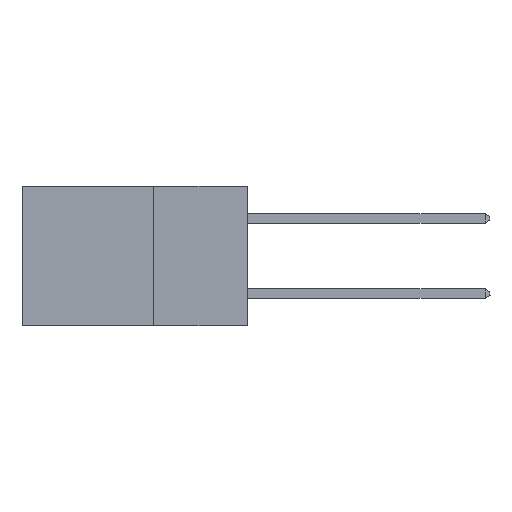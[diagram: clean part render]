
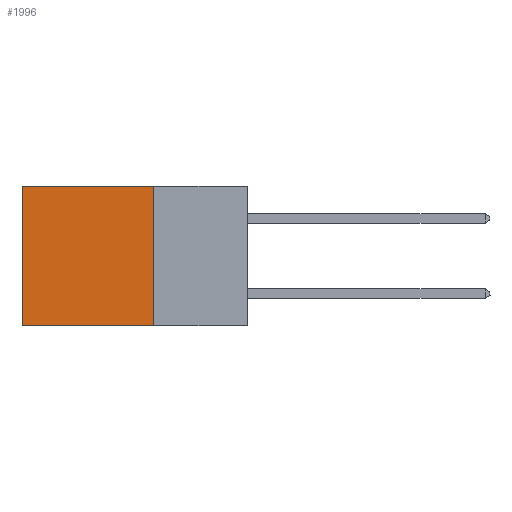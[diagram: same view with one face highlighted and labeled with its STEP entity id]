
A CAD part, left-side view. The second image highlights one B-rep face of the part: STEP entity #1996.
In plain terms, the highlighted planar face has unit normal (-1, 0, 0).
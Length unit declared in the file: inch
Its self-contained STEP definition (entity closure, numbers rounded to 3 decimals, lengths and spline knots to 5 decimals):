
#231 = EDGE_CURVE ( 'NONE', #7081, #11105, #11208, .T. ) ;
#300 = CARTESIAN_POINT ( 'NONE',  ( 0.298, 0.25, 0. ) ) ;
#575 = LINE ( 'NONE', #4128, #9157 ) ;
#1996 = ADVANCED_FACE ( 'NONE', ( #7904 ), #3811, .F. ) ;
#2219 = ORIENTED_EDGE ( 'NONE', *, *, #11660, .T. ) ;
#2627 = VECTOR ( 'NONE', #3543, 39.37008 ) ;
#2972 = ORIENTED_EDGE ( 'NONE', *, *, #9943, .F. ) ;
#3060 = LINE ( 'NONE', #8055, #2627 ) ;
#3391 = VERTEX_POINT ( 'NONE', #8350 ) ;
#3543 = DIRECTION ( 'NONE',  ( 0., 1., 0. ) ) ;
#3811 = PLANE ( 'NONE',  #6879 ) ;
#4128 = CARTESIAN_POINT ( 'NONE',  ( 0.298, 0.6, 0. ) ) ;
#4330 = DIRECTION ( 'NONE',  ( 0., 1., 0. ) ) ;
#5135 = CARTESIAN_POINT ( 'NONE',  ( 0.298, 0.25, -0.37 ) ) ;
#5509 = VECTOR ( 'NONE', #4330, 39.37008 ) ;
#5635 = CARTESIAN_POINT ( 'NONE',  ( 0.298, 0.25, 0. ) ) ;
#5848 = CARTESIAN_POINT ( 'NONE',  ( 0.298, 0.6, 0. ) ) ;
#6123 = CARTESIAN_POINT ( 'NONE',  ( 0.298, 0.6, -0.37 ) ) ;
#6196 = LINE ( 'NONE', #300, #8043 ) ;
#6879 = AXIS2_PLACEMENT_3D ( 'NONE', #5635, #11121, #11086 ) ;
#6961 = ORIENTED_EDGE ( 'NONE', *, *, #231, .F. ) ;
#7081 = VERTEX_POINT ( 'NONE', #7935 ) ;
#7647 = DIRECTION ( 'NONE',  ( 0., 0., -1. ) ) ;
#7904 = FACE_OUTER_BOUND ( 'NONE', #9367, .T. ) ;
#7935 = CARTESIAN_POINT ( 'NONE',  ( 0.298, 0.25, -0.37 ) ) ;
#8043 = VECTOR ( 'NONE', #7647, 39.37008 ) ;
#8055 = CARTESIAN_POINT ( 'NONE',  ( 0.298, 0.25, 0. ) ) ;
#8350 = CARTESIAN_POINT ( 'NONE',  ( 0.298, 0.25, 0. ) ) ;
#9133 = VERTEX_POINT ( 'NONE', #5848 ) ;
#9157 = VECTOR ( 'NONE', #10438, 39.37008 ) ;
#9367 = EDGE_LOOP ( 'NONE', ( #2219, #6961, #2972, #9849 ) ) ;
#9849 = ORIENTED_EDGE ( 'NONE', *, *, #10002, .T. ) ;
#9943 = EDGE_CURVE ( 'NONE', #3391, #7081, #6196, .T. ) ;
#10002 = EDGE_CURVE ( 'NONE', #3391, #9133, #3060, .T. ) ;
#10438 = DIRECTION ( 'NONE',  ( 0., 0., -1. ) ) ;
#11086 = DIRECTION ( 'NONE',  ( 0., 0., -1. ) ) ;
#11105 = VERTEX_POINT ( 'NONE', #6123 ) ;
#11121 = DIRECTION ( 'NONE',  ( 1., 0., 0. ) ) ;
#11208 = LINE ( 'NONE', #5135, #5509 ) ;
#11660 = EDGE_CURVE ( 'NONE', #9133, #11105, #575, .T. ) ;
